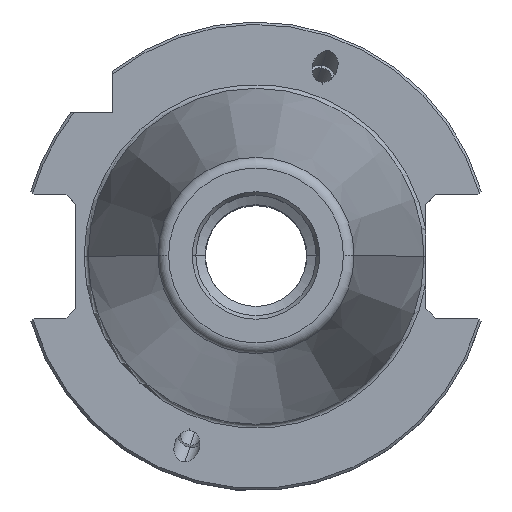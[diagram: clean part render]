
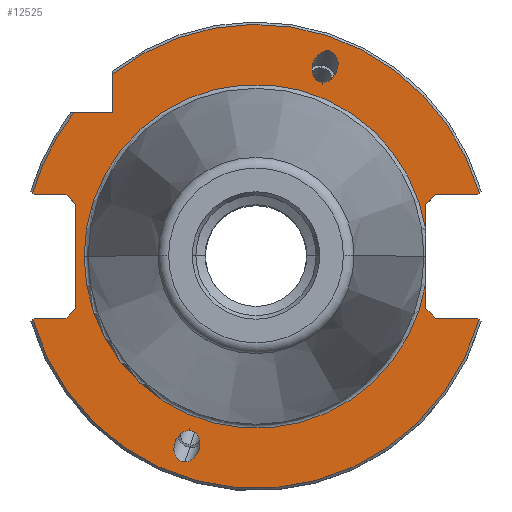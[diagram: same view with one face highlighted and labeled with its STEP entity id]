
A CAD part, top view. The second image highlights one B-rep face of the part: STEP entity #12525.
In plain terms, the highlighted planar face has unit normal (0, 0, 1).
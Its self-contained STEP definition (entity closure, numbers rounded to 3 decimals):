
#4777=EDGE_CURVE('NONE',#12441,#7939,#14167,.F.);
#5079=VERTEX_POINT('NONE',#14495);
#5235=VERTEX_POINT('NONE',#14659);
#5339=EDGE_CURVE('NONE',#5565,#7113,#14770,.T.);
#5399=EDGE_CURVE('NONE',#11369,#5415,#14839,.T.);
#5415=VERTEX_POINT('NONE',#14858);
#5429=EDGE_CURVE('NONE',#8373,#7813,#14873,.T.);
#5457=VERTEX_POINT('NONE',#14901);
#5565=VERTEX_POINT('NONE',#15016);
#5635=EDGE_CURVE('NONE',#7813,#6529,#15091,.F.);
#6045=EDGE_CURVE('NONE',#12517,#9615,#15530,.T.);
#6133=EDGE_CURVE('NONE',#5235,#11193,#15624,.T.);
#6227=EDGE_CURVE('NONE',#9005,#8099,#15729,.F.);
#6511=EDGE_CURVE('NONE',#7939,#5565,#16045,.F.);
#6519=VERTEX_POINT('NONE',#16053);
#6529=VERTEX_POINT('NONE',#16065);
#6783=EDGE_CURVE('NONE',#9453,#8191,#16342,.T.);
#7085=VERTEX_POINT('NONE',#16666);
#7113=VERTEX_POINT('NONE',#16694);
#7785=EDGE_CURVE('NONE',#11107,#13139,#17433,.F.);
#7813=VERTEX_POINT('NONE',#17465);
#7853=EDGE_CURVE('NONE',#11193,#12441,#17508,.F.);
#7939=VERTEX_POINT('NONE',#17602);
#8099=VERTEX_POINT('NONE',#17781);
#8127=EDGE_CURVE('NONE',#5457,#13139,#17812,.T.);
#8135=EDGE_CURVE('NONE',#5079,#5235,#17821,.T.);
#8191=VERTEX_POINT('NONE',#17885);
#8373=VERTEX_POINT('NONE',#18085);
#9005=VERTEX_POINT('NONE',#18771);
#9453=VERTEX_POINT('NONE',#19258);
#9553=EDGE_CURVE('NONE',#8191,#6529,#19367,.T.);
#9573=EDGE_CURVE('NONE',#8099,#9005,#19389,.T.);
#9615=VERTEX_POINT('NONE',#19436);
#9697=EDGE_CURVE('NONE',#10363,#6519,#19530,.T.);
#10311=EDGE_CURVE('NONE',#8373,#13651,#20195,.F.);
#10363=VERTEX_POINT('NONE',#20249);
#11107=VERTEX_POINT('NONE',#21046);
#11193=VERTEX_POINT('NONE',#21140);
#11369=VERTEX_POINT('NONE',#21329);
#11563=VERTEX_POINT('NONE',#21537);
#11733=EDGE_CURVE('NONE',#11107,#12517,#21726,.T.);
#11931=EDGE_CURVE('NONE',#11563,#7085,#21944,.T.);
#11989=EDGE_CURVE('NONE',#7113,#11369,#22007,.T.);
#12441=VERTEX_POINT('NONE',#22508);
#12517=VERTEX_POINT('NONE',#22591);
#12525=ADVANCED_FACE('NONE',(#22599,#22600,#22601),#22602,.T.);
#13117=EDGE_CURVE('NONE',#9453,#5457,#23248,.F.);
#13139=VERTEX_POINT('NONE',#23272);
#13253=EDGE_CURVE('NONE',#7085,#5079,#23396,.T.);
#13321=EDGE_CURVE('NONE',#9615,#11563,#23466,.T.);
#13651=VERTEX_POINT('NONE',#23827);
#13941=EDGE_CURVE('NONE',#5415,#13651,#24144,.T.);
#14051=EDGE_CURVE('NONE',#6519,#10363,#24266,.F.);
#14167=LINE('',#24466,#24467);
#14495=CARTESIAN_POINT('',(-46.39,13.175,-3.2));
#14659=CARTESIAN_POINT('',(-46.066,12.85,-3.2));
#14770=LINE('',#25833,#25834);
#14839=CIRCLE('',#25944,48.225);
#14858=CARTESIAN_POINT('',(46.39,-13.175,-3.2));
#14873=LINE('',#26043,#26044);
#14901=CARTESIAN_POINT('',(35.3,10.85,-3.2));
#15016=CARTESIAN_POINT('',(-39.5,-12.85,-3.2));
#15091=LINE('',#26517,#26518);
#15530=CIRCLE('',#27476,48.225);
#15624=LINE('',#27675,#27676);
#15729=ELLIPSE('',#27860,3.346,2.6);
#16045=LINE('',#28530,#28531);
#16053=CARTESIAN_POINT('',(-14.801,-42.734,-3.2));
#16065=CARTESIAN_POINT('',(35.3,-5.494,-3.2));
#16342=CIRCLE('',#29167,35.725);
#16666=CARTESIAN_POINT('',(-37.876,29.85,-3.2));
#16694=CARTESIAN_POINT('',(-46.066,-12.85,-3.2));
#17433=LINE('',#31657,#31658);
#17465=CARTESIAN_POINT('',(35.3,-10.85,-3.2));
#17508=LINE('',#31789,#31790);
#17602=CARTESIAN_POINT('',(-37.5,-10.85,-3.2));
#17781=CARTESIAN_POINT('',(13.929,36.2,-3.2));
#17812=LINE('',#32470,#32471);
#17821=LINE('',#32481,#32482);
#17885=CARTESIAN_POINT('',(-35.725,0.,-3.2));
#18085=CARTESIAN_POINT('',(37.3,-12.85,-3.2));
#18771=CARTESIAN_POINT('',(14.801,42.734,-3.2));
#19258=CARTESIAN_POINT('',(35.3,5.494,-3.2));
#19367=CIRCLE('',#35947,35.725);
#19389=ELLIPSE('',#35975,3.346,2.6);
#19436=CARTESIAN_POINT('',(-29.85,37.876,-3.2));
#19530=ELLIPSE('',#36265,3.346,2.6);
#20195=LINE('',#37767,#37768);
#20249=CARTESIAN_POINT('',(-13.929,-36.2,-3.2));
#21046=CARTESIAN_POINT('',(46.066,12.85,-3.2));
#21140=CARTESIAN_POINT('',(-39.5,12.85,-3.2));
#21329=CARTESIAN_POINT('',(-46.39,-13.175,-3.2));
#21537=CARTESIAN_POINT('',(-29.85,29.85,-3.2));
#21726=LINE('',#41177,#41178);
#21944=LINE('',#41653,#41654);
#22007=LINE('',#41759,#41760);
#22508=CARTESIAN_POINT('',(-37.5,10.85,-3.2));
#22591=CARTESIAN_POINT('',(46.39,13.175,-3.2));
#22599=FACE_OUTER_BOUND('',#43147,.T.);
#22600=FACE_BOUND('',#43148,.T.);
#22601=FACE_BOUND('',#43149,.T.);
#22602=PLANE('',#43150);
#23248=LINE('',#44945,#44946);
#23272=CARTESIAN_POINT('',(37.3,12.85,-3.2));
#23396=CIRCLE('',#45313,48.225);
#23466=LINE('',#45487,#45488);
#23827=CARTESIAN_POINT('',(46.066,-12.85,-3.2));
#24144=LINE('',#47073,#47074);
#24266=ELLIPSE('',#47403,3.346,2.6);
#24466=CARTESIAN_POINT('',(-37.5,-17.863,-3.2));
#24467=VECTOR('',#47532,1.0);
#25833=CARTESIAN_POINT('',(-24.363,-12.85,-3.2));
#25834=VECTOR('',#48065,1.0);
#25944=AXIS2_PLACEMENT_3D('',#48156,#48157,#48158);
#26043=CARTESIAN_POINT('',(33.694,-9.244,-3.2));
#26044=VECTOR('',#48197,1.0);
#26517=CARTESIAN_POINT('',(35.3,-17.863,-3.2));
#26518=VECTOR('',#48368,1.0);
#27476=AXIS2_PLACEMENT_3D('',#49029,#49030,#49031);
#27675=CARTESIAN_POINT('',(-24.363,12.85,-3.2));
#27676=VECTOR('',#49102,1.0);
#27860=AXIS2_PLACEMENT_3D('',#49221,#49222,#49223);
#28530=CARTESIAN_POINT('',(-34.344,-7.694,-3.2));
#28531=VECTOR('',#49581,1.0);
#29167=AXIS2_PLACEMENT_3D('',#49830,#49831,#49832);
#31657=CARTESIAN_POINT('',(24.363,12.85,-3.2));
#31658=VECTOR('',#50899,1.0);
#31789=CARTESIAN_POINT('',(-16.481,-10.169,-3.2));
#31790=VECTOR('',#50971,1.0);
#32470=CARTESIAN_POINT('',(15.831,-8.619,-3.2));
#32471=VECTOR('',#51274,1.0);
#32481=CARTESIAN_POINT('',(-22.83,-10.385,-3.2));
#32482=VECTOR('',#51283,1.0);
#35947=AXIS2_PLACEMENT_3D('',#52997,#52998,#52999);
#35975=AXIS2_PLACEMENT_3D('',#53021,#53022,#53023);
#36265=AXIS2_PLACEMENT_3D('',#53198,#53199,#53200);
#37767=CARTESIAN_POINT('',(24.363,-12.85,-3.2));
#37768=VECTOR('',#53921,1.0);
#41177=CARTESIAN_POINT('',(22.83,-10.385,-3.2));
#41178=VECTOR('',#55240,1.0);
#41653=CARTESIAN_POINT('',(-23.5,29.85,-3.2));
#41654=VECTOR('',#55465,1.0);
#41759=CARTESIAN_POINT('',(-40.693,-7.477,-3.2));
#41760=VECTOR('',#55531,1.0);
#43147=EDGE_LOOP('',(#56113,#56114,#56115,#56116,#56117,#56118,#56119,#56120,#56121,#56122,#56123,#56124,#56125,#56126,#56127,#56128,#56129,#56130,#56131,#56132,#56133,#56134));
#43148=EDGE_LOOP('',(#56135,#56136));
#43149=EDGE_LOOP('',(#56137,#56138));
#43150=AXIS2_PLACEMENT_3D('',#56139,#56140,#56141);
#44945=CARTESIAN_POINT('',(35.3,-17.863,-3.2));
#44946=VECTOR('',#56753,1.0);
#45313=AXIS2_PLACEMENT_3D('',#56891,#56892,#56893);
#45487=CARTESIAN_POINT('',(-29.85,4.563,-3.2));
#45488=VECTOR('',#56929,1.0);
#47073=CARTESIAN_POINT('',(40.193,-6.977,-3.2));
#47074=VECTOR('',#57874,1.0);
#47403=AXIS2_PLACEMENT_3D('',#57995,#57996,#57997);
#47532=DIRECTION('',(0.,1.0,0.0));
#48065=DIRECTION('',(-1.0,0.,0.0));
#48156=CARTESIAN_POINT('',(0.0,0.0,-3.2));
#48157=DIRECTION('',(-0.0,0.0,1.0));
#48158=DIRECTION('',(1.0,0.,0.0));
#48197=DIRECTION('',(-0.707,0.707,0.0));
#48368=DIRECTION('',(0.,-1.0,0.0));
#49029=CARTESIAN_POINT('',(0.0,0.0,-3.2));
#49030=DIRECTION('',(-0.0,0.0,1.0));
#49031=DIRECTION('',(1.0,0.,0.0));
#49102=DIRECTION('',(1.0,0.,-0.0));
#49221=CARTESIAN_POINT('',(14.365,39.467,-3.2));
#49222=DIRECTION('',(0.0,0.0,1.0));
#49223=DIRECTION('',(-0.342,-0.94,0.0));
#49581=DIRECTION('',(0.707,0.707,0.0));
#49830=CARTESIAN_POINT('',(0.0,0.0,-3.2));
#49831=DIRECTION('',(-0.0,0.0,1.0));
#49832=DIRECTION('',(0.0,1.0,0.0));
#50899=DIRECTION('',(1.0,0.,-0.0));
#50971=DIRECTION('',(-0.707,0.707,0.0));
#51274=DIRECTION('',(0.707,0.707,0.0));
#51283=DIRECTION('',(0.707,-0.707,-0.0));
#52997=CARTESIAN_POINT('',(0.0,0.0,-3.2));
#52998=DIRECTION('',(-0.0,0.0,1.0));
#52999=DIRECTION('',(0.0,1.0,0.0));
#53021=CARTESIAN_POINT('',(14.365,39.467,-3.2));
#53022=DIRECTION('',(-0.0,0.0,-1.0));
#53023=DIRECTION('',(-0.342,-0.94,0.0));
#53198=CARTESIAN_POINT('',(-14.365,-39.467,-3.2));
#53199=DIRECTION('',(0.0,0.0,-1.0));
#53200=DIRECTION('',(0.342,0.94,0.0));
#53921=DIRECTION('',(-1.0,0.,0.0));
#55240=DIRECTION('',(0.707,0.707,0.0));
#55465=DIRECTION('',(-1.0,0.,0.0));
#55531=DIRECTION('',(-0.707,-0.707,0.0));
#56113=ORIENTED_EDGE('',*,*,#11733,.T.);
#56114=ORIENTED_EDGE('',*,*,#6045,.T.);
#56115=ORIENTED_EDGE('',*,*,#13321,.T.);
#56116=ORIENTED_EDGE('',*,*,#11931,.T.);
#56117=ORIENTED_EDGE('',*,*,#13253,.T.);
#56118=ORIENTED_EDGE('',*,*,#8135,.T.);
#56119=ORIENTED_EDGE('',*,*,#6133,.T.);
#56120=ORIENTED_EDGE('',*,*,#7853,.T.);
#56121=ORIENTED_EDGE('',*,*,#4777,.T.);
#56122=ORIENTED_EDGE('',*,*,#6511,.T.);
#56123=ORIENTED_EDGE('',*,*,#5339,.T.);
#56124=ORIENTED_EDGE('',*,*,#11989,.T.);
#56125=ORIENTED_EDGE('',*,*,#5399,.T.);
#56126=ORIENTED_EDGE('',*,*,#13941,.T.);
#56127=ORIENTED_EDGE('',*,*,#10311,.F.);
#56128=ORIENTED_EDGE('',*,*,#5429,.T.);
#56129=ORIENTED_EDGE('',*,*,#5635,.T.);
#56130=ORIENTED_EDGE('',*,*,#9553,.F.);
#56131=ORIENTED_EDGE('',*,*,#6783,.F.);
#56132=ORIENTED_EDGE('',*,*,#13117,.T.);
#56133=ORIENTED_EDGE('',*,*,#8127,.T.);
#56134=ORIENTED_EDGE('',*,*,#7785,.F.);
#56135=ORIENTED_EDGE('',*,*,#9697,.T.);
#56136=ORIENTED_EDGE('',*,*,#14051,.T.);
#56137=ORIENTED_EDGE('',*,*,#9573,.T.);
#56138=ORIENTED_EDGE('',*,*,#6227,.T.);
#56139=CARTESIAN_POINT('',(0.,-35.725,-3.2));
#56140=DIRECTION('',(0.0,0.0,1.0));
#56141=DIRECTION('',(-1.0,0.,0.0));
#56753=DIRECTION('',(0.,-1.0,0.0));
#56891=CARTESIAN_POINT('',(0.0,0.0,-3.2));
#56892=DIRECTION('',(-0.0,0.0,1.0));
#56893=DIRECTION('',(1.0,0.,0.0));
#56929=DIRECTION('',(0.,-1.0,0.0));
#57874=DIRECTION('',(-0.707,0.707,0.0));
#57995=CARTESIAN_POINT('',(-14.365,-39.467,-3.2));
#57996=DIRECTION('',(-0.0,0.0,1.0));
#57997=DIRECTION('',(0.342,0.94,0.0));
